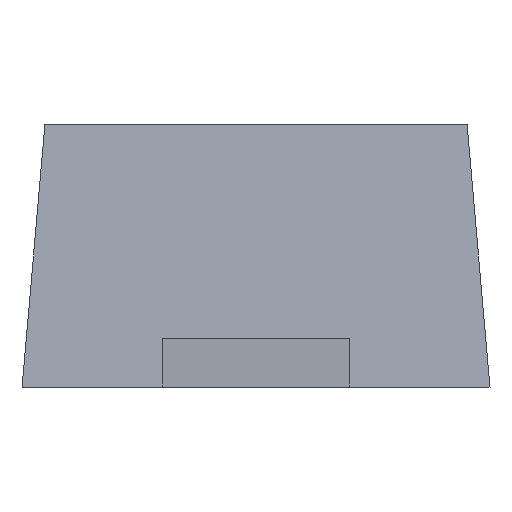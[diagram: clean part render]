
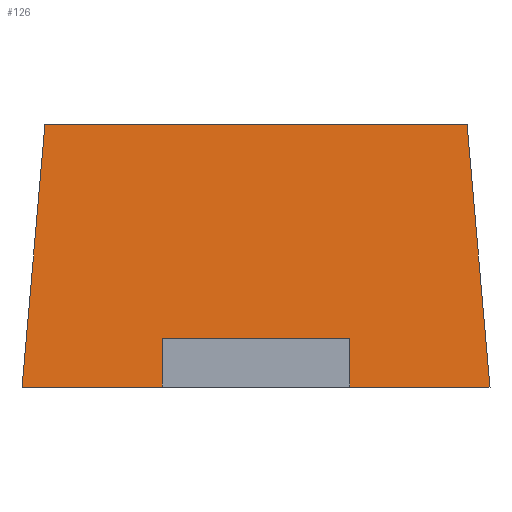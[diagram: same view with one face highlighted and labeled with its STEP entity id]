
A CAD part, left-side view. The second image highlights one B-rep face of the part: STEP entity #126.
In plain terms, the highlighted planar face has unit normal (-0.996, 0, 0.087).
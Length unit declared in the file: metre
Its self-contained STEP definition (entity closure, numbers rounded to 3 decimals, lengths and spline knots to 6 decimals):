
#126 = ADVANCED_FACE( '', ( #329 ), #330, .T. );
#138 = EDGE_CURVE( '', #348, #349, #350, .T. );
#148 = EDGE_CURVE( '', #364, #349, #365, .T. );
#150 = EDGE_CURVE( '', #348, #367, #368, .T. );
#154 = EDGE_CURVE( '', #364, #373, #374, .T. );
#182 = EDGE_CURVE( '', #381, #393, #414, .T. );
#232 = EDGE_CURVE( '', #373, #381, #486, .T. );
#254 = EDGE_CURVE( '', #370, #367, #511, .T. );
#264 = EDGE_CURVE( '', #393, #370, #521, .T. );
#329 = FACE_OUTER_BOUND( '', #590, .T. );
#330 = PLANE( '', #591 );
#348 = VERTEX_POINT( '', #618 );
#349 = VERTEX_POINT( '', #619 );
#350 = LINE( '', #620, #621 );
#364 = VERTEX_POINT( '', #640 );
#365 = LINE( '', #641, #642 );
#367 = VERTEX_POINT( '', #645 );
#368 = LINE( '', #646, #647 );
#370 = VERTEX_POINT( '', #650 );
#373 = VERTEX_POINT( '', #655 );
#374 = LINE( '', #656, #657 );
#381 = VERTEX_POINT( '', #667 );
#393 = VERTEX_POINT( '', #685 );
#414 = LINE( '', #712, #713 );
#486 = LINE( '', #814, #815 );
#511 = LINE( '', #859, #860 );
#521 = LINE( '', #879, #880 );
#590 = EDGE_LOOP( '', ( #934, #935, #936, #937, #938, #939, #940, #941 ) );
#591 = AXIS2_PLACEMENT_3D( '', #942, #943, #944 );
#618 = CARTESIAN_POINT( '', ( -0.000772, -0.000563, 0.00071 ) );
#619 = CARTESIAN_POINT( '', ( -0.000772, 0.000564, 0.00071 ) );
#620 = CARTESIAN_POINT( '', ( -0.000772, 0.000313, 0.00071 ) );
#621 = VECTOR( '', #957, 1. );
#640 = CARTESIAN_POINT( '', ( -0.000833, 0.000625, 0.00001 ) );
#641 = CARTESIAN_POINT( '', ( -0.000827, 0.000619, 0.000083 ) );
#642 = VECTOR( '', #976, 1. );
#645 = CARTESIAN_POINT( '', ( -0.000833, -0.000625, 0.00001 ) );
#646 = CARTESIAN_POINT( '', ( -0.000829, -0.00062, 0.000064 ) );
#647 = VECTOR( '', #977, 1. );
#650 = CARTESIAN_POINT( '', ( -0.000833, -0.00025, 0.00001 ) );
#655 = CARTESIAN_POINT( '', ( -0.000833, 0.00025, 0.00001 ) );
#656 = CARTESIAN_POINT( '', ( -0.000833, 0.000625, 0.00001 ) );
#657 = VECTOR( '', #979, 1. );
#667 = CARTESIAN_POINT( '', ( -0.000822, 0.00025, 0.00014 ) );
#685 = CARTESIAN_POINT( '', ( -0.000822, -0.00025, 0.00014 ) );
#712 = CARTESIAN_POINT( '', ( -0.000822, 0.000313, 0.00014 ) );
#713 = VECTOR( '', #1035, 1. );
#814 = CARTESIAN_POINT( '', ( -0.000833, 0.00025, 0.000014 ) );
#815 = VECTOR( '', #1134, 1. );
#859 = CARTESIAN_POINT( '', ( -0.000833, 0.000625, 0.00001 ) );
#860 = VECTOR( '', #1152, 1. );
#879 = CARTESIAN_POINT( '', ( -0.000833, -0.00025, 0.00001 ) );
#880 = VECTOR( '', #1157, 1. );
#934 = ORIENTED_EDGE( '', *, *, #232, .T. );
#935 = ORIENTED_EDGE( '', *, *, #182, .T. );
#936 = ORIENTED_EDGE( '', *, *, #264, .T. );
#937 = ORIENTED_EDGE( '', *, *, #254, .T. );
#938 = ORIENTED_EDGE( '', *, *, #150, .F. );
#939 = ORIENTED_EDGE( '', *, *, #138, .T. );
#940 = ORIENTED_EDGE( '', *, *, #148, .F. );
#941 = ORIENTED_EDGE( '', *, *, #154, .T. );
#942 = CARTESIAN_POINT( '', ( -0.000833, 0.000625, 0.00001 ) );
#943 = DIRECTION( '', ( -0.996, 0., 0.087 ) );
#944 = DIRECTION( '', ( 0., 1., 0. ) );
#957 = DIRECTION( '', ( 0., 1., 0. ) );
#976 = DIRECTION( '', ( 0.087, -0.087, 0.992 ) );
#977 = DIRECTION( '', ( -0.087, -0.087, -0.992 ) );
#979 = DIRECTION( '', ( 0., -1., 0. ) );
#1035 = DIRECTION( '', ( 0., -1., 0. ) );
#1134 = DIRECTION( '', ( 0.087, 0., 0.996 ) );
#1152 = DIRECTION( '', ( 0., -1., 0. ) );
#1157 = DIRECTION( '', ( -0.087, 0., -0.996 ) );
